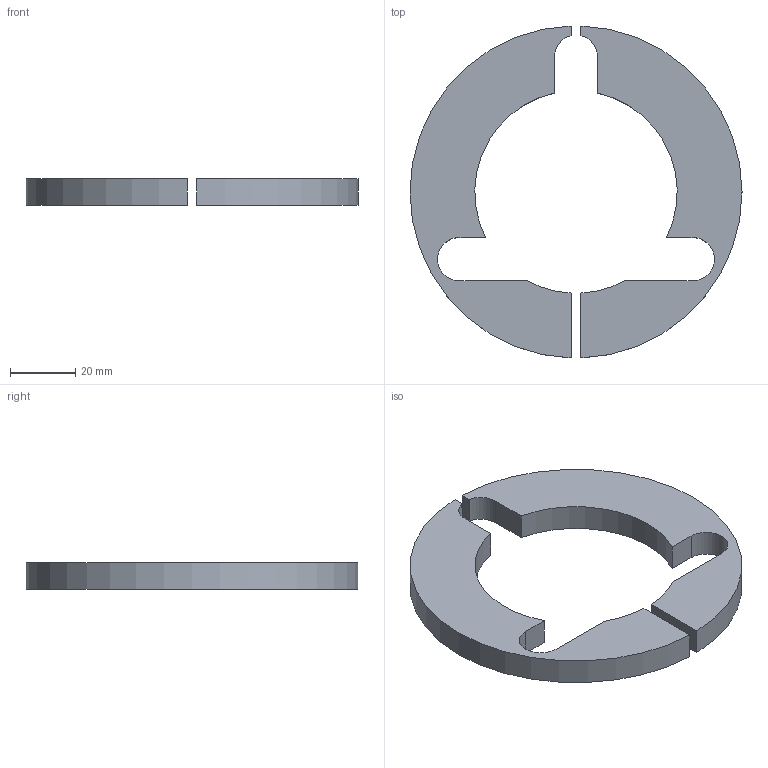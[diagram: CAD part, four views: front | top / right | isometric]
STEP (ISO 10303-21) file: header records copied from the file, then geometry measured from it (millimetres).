
FILE_DESCRIPTION(/* description */ ('STEP AP242','CAx-IF Rec.Pracs.---Representation and Presentation of Product Manufacturing Information (PMI)---4.0---2014-10-13','CAx-IF Rec.Pracs.---3D Tessellated Geometry---0.4---2014-09-14','2;1'),/* implementation_level */ '2;1');
FILE_NAME(/* name */ '62976d1b32f8a44f54e11c3b',/* time_stamp */ '2022-06-01T13:43:55+00:00',/* author */ (''),/* organization */ (''),/* preprocessor_version */ 'ST-DEVELOPER v18.102',/* originating_system */ ' ',/* authorisation */ ' ');
FILE_SCHEMA (('AP242_MANAGED_MODEL_BASED_3D_ENGINEERING_MIM_LF { 1 0 10303 442 1 1 4 }'));
Length unit declared in the file: metre
Products named in the file (3): DSCP082 set; DSCP082-E320; DSCP083-E320
Assembly tree (2 placements, depth 2):
  DSCP082 set
    DSCP082-E320
    DSCP083-E320
Bounding box: 101.6 x 101.55 x 8.13 mm (x, y, z)
Volume: 35157.7 mm3; surface area: 13846.9 mm2
Topology: 2 solids, 2 shells, 24 faces, 60 edges, 40 vertices
Faces by surface type: plane 14, cylinder 10
Entity records: 791 total; most frequent: DIRECTION 134, CARTESIAN_POINT 127, ORIENTED_EDGE 120, EDGE_CURVE 60, AXIS2_PLACEMENT_3D 47, LINE 40, VECTOR 40, VERTEX_POINT 40
